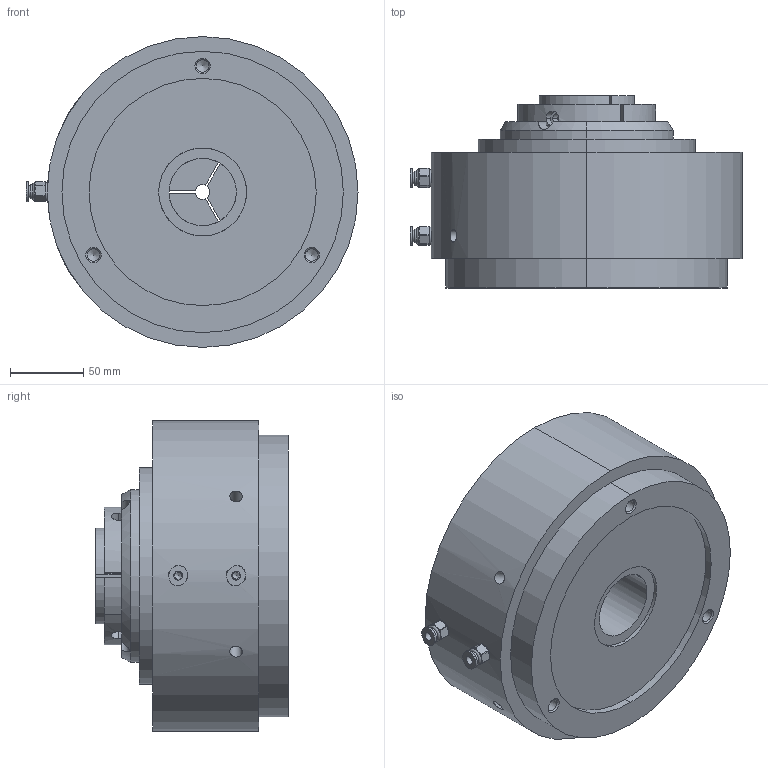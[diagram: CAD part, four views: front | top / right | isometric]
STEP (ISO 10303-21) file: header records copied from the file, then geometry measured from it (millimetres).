
FILE_DESCRIPTION (( 'STEP AP214' ), '1' );
FILE_NAME ('GA40S-3k+C-40.STEP', '2024-03-01T00:56:11', ( '' ), ( '' ), 'SwSTEP 2.0', 'SolidWorks 2023', '' );
FILE_SCHEMA (( 'AUTOMOTIVE_DESIGN' ));
Length unit declared in the file: millimetre
Products named in the file (5): GA40S-3k+C-40; C-40-3k; M10 气嘴; GA40S 本体; GA40S-3k
Assembly tree (5 placements, depth 3):
  GA40S-3k+C-40
    GA40S-3k
      GA40S 本体
      M10 气嘴  x2
    C-40-3k
Bounding box: 226.51 x 131.13 x 212 mm (x, y, z)
Volume: 3261313.9 mm3; surface area: 238749.2 mm2
Topology: 7 solids, 10 shells, 378 faces, 951 edges, 534 vertices
Faces by surface type: cylinder 137, plane 122, bspline 58, cone 25, sphere 24, torus 12
Full cylindrical faces by diameter (mm): 5 x3, 6 x2, 8 x2, 8.5 x7, 9.5 x2
Entity records: 13492 total; most frequent: CARTESIAN_POINT 4842, DIRECTION 1286, ORIENTED_EDGE 1212, EDGE_CURVE 606, AXIS2_PLACEMENT_3D 517, VERTEX_POINT 389, EDGE_LOOP 317, FACE_OUTER_BOUND 286
